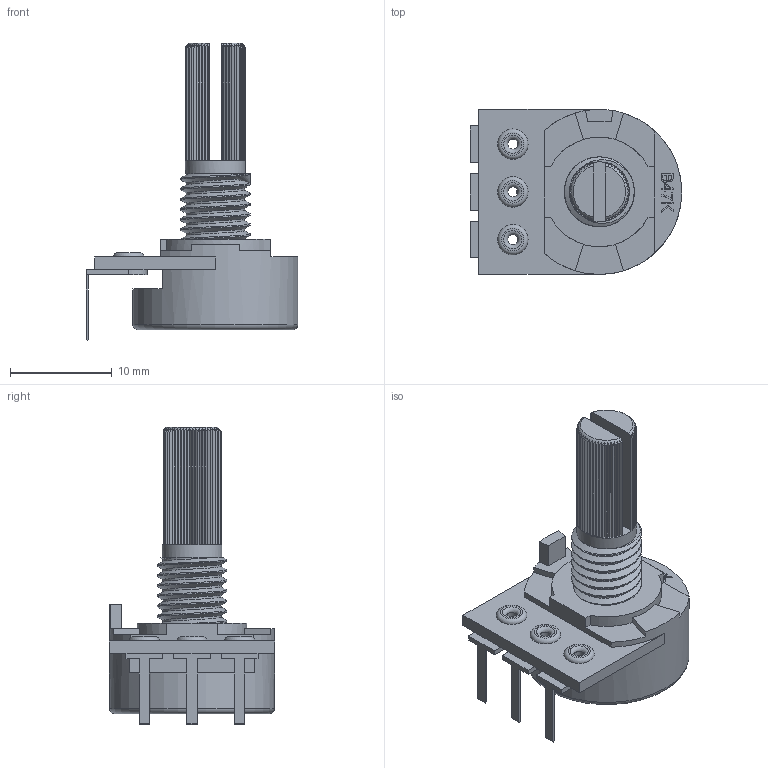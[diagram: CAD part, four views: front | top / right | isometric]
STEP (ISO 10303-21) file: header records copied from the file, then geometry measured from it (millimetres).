
FILE_DESCRIPTION(/* description */ (''),/* implementation_level */ '2;1');
FILE_NAME(/* name */ 'pot.step',/* time_stamp */ '2020-05-05T14:46:08+02:00',/* author */ (''),/* organization */ (''),/* preprocessor_version */ 'ST-DEVELOPER v18.1',/* originating_system */ 'Autodesk Translation Framework v9.2.0.1227',/* authorisation */ '');
FILE_SCHEMA (('AUTOMOTIVE_DESIGN { 1 0 10303 214 3 1 1 }'));
Length unit declared in the file: millimetre
Products named in the file (2): Untitled; 47K Potenziometer
Assembly tree (1 placements, depth 2):
  Untitled
    47K Potenziometer
Bounding box: 20.85 x 16.25 x 29.3 mm (x, y, z)
Volume: 2085.7 mm3; surface area: 2128.8 mm2
Topology: 1 solids, 1 shells, 408 faces, 1150 edges, 765 vertices
Faces by surface type: plane 324, bspline 46, cylinder 29, torus 9
Full cylindrical faces by diameter (mm): 1 x3, 3.85 x1, 3.95 x1, 5.744 x6, 5.9 x1, 6.884 x7, 16.25 x1
Entity records: 15128 total; most frequent: CARTESIAN_POINT 4877, ORIENTED_EDGE 2300, DIRECTION 1828, EDGE_CURVE 1150, VERTEX_POINT 765, LINE 750, VECTOR 750, AXIS2_PLACEMENT_3D 539
